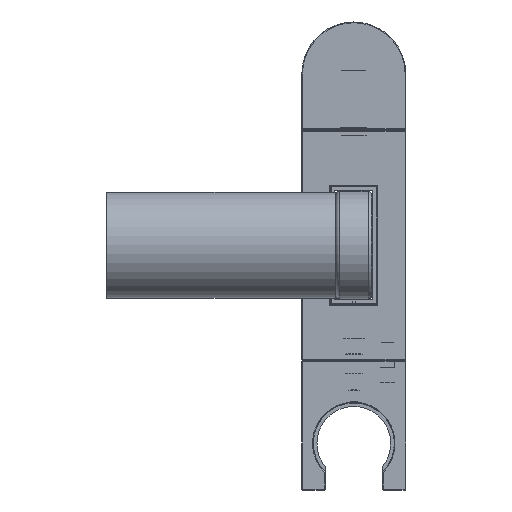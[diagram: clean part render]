
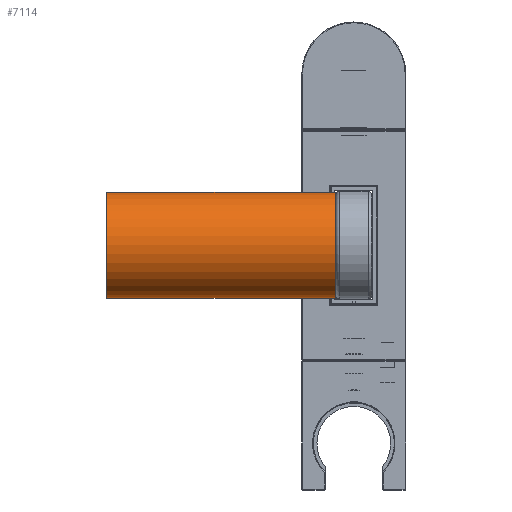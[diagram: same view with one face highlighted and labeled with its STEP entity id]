
A CAD part, front view. The second image highlights one B-rep face of the part: STEP entity #7114.
In plain terms, the highlighted cylindrical face has radius 14.75 mm (diameter 29.5 mm), a full revolution.
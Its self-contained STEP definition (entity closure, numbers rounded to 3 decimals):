
#244 = CARTESIAN_POINT ( 'NONE',  ( -61.533, -320.259, -0.544 ) ) ;
#412 = AXIS2_PLACEMENT_3D ( 'NONE', #926, #4810, #3549 ) ;
#451 = EDGE_LOOP ( 'NONE', ( #8516 ) ) ;
#492 = VERTEX_POINT ( 'NONE', #2531 ) ;
#700 = EDGE_CURVE ( 'NONE', #1507, #1507, #7106, .T. ) ;
#770 = CARTESIAN_POINT ( 'NONE',  ( -58.22, -320.345, -1.67 ) ) ;
#815 = CARTESIAN_POINT ( 'NONE',  ( -57.613, -320.279, -0.932 ) ) ;
#898 = CARTESIAN_POINT ( 'NONE',  ( -61.492, -320.265, -0.678 ) ) ;
#926 = CARTESIAN_POINT ( 'NONE',  ( -0.2, -335., 0. ) ) ;
#947 = CARTESIAN_POINT ( 'NONE',  ( -61.17, -320.305, -1.281 ) ) ;
#1028 = CARTESIAN_POINT ( 'NONE',  ( -61.6, -320.25, 0.278 ) ) ;
#1073 = CARTESIAN_POINT ( 'NONE',  ( -57.455, -320.258, 0.55 ) ) ;
#1112 = CARTESIAN_POINT ( 'NONE',  ( -58.954, -320.391, 2.032 ) ) ;
#1201 = CIRCLE ( 'NONE', #1477, 14.75 ) ;
#1286 = ORIENTED_EDGE ( 'NONE', *, *, #700, .T. ) ;
#1414 = CARTESIAN_POINT ( 'NONE',  ( -58.824, -320.385, -1.993 ) ) ;
#1477 = AXIS2_PLACEMENT_3D ( 'NONE', #8222, #2228, #1651 ) ;
#1507 = VERTEX_POINT ( 'NONE', #7102 ) ;
#1525 = CARTESIAN_POINT ( 'NONE',  ( -64., -335., 0. ) ) ;
#1582 = CARTESIAN_POINT ( 'NONE',  ( -61.322, -320.287, -1.052 ) ) ;
#1651 = DIRECTION ( 'NONE',  ( 0., 0., 1. ) ) ;
#1719 = CARTESIAN_POINT ( 'NONE',  ( -60.43, -320.371, 1.888 ) ) ;
#1802 = CARTESIAN_POINT ( 'NONE',  ( -58.218, -320.345, 1.669 ) ) ;
#2021 = CARTESIAN_POINT ( 'NONE',  ( -61.6, -320.25, 0. ) ) ;
#2120 = CARTESIAN_POINT ( 'NONE',  ( -61.081, -320.315, -1.388 ) ) ;
#2164 = CARTESIAN_POINT ( 'NONE',  ( -57.4, -320.25, -0.138 ) ) ;
#2228 = DIRECTION ( 'NONE',  ( 1., 0., 0. ) ) ;
#2352 = CARTESIAN_POINT ( 'NONE',  ( -60.176, -320.385, 1.993 ) ) ;
#2395 = CARTESIAN_POINT ( 'NONE',  ( -61.177, -320.305, 1.293 ) ) ;
#2470 = CARTESIAN_POINT ( 'NONE',  ( -58.567, -320.371, 1.886 ) ) ;
#2531 = CARTESIAN_POINT ( 'NONE',  ( -63.8, -335., 14.75 ) ) ;
#2773 = CARTESIAN_POINT ( 'NONE',  ( -61.387, -320.279, -0.932 ) ) ;
#2799 = B_SPLINE_CURVE_WITH_KNOTS ( 'NONE', 3,
 ( #6877, #4224, #4133, #244, #898, #2773, #1582, #947, #2120, #4266, #6926, #5393, #4743, #3568, #7409, #8158, #1414, #4787, #6746, #770, #5433, #3446, #5476, #7448, #815, #3484, #4180, #6136, #2164, #4833, #1073, #3827, #4359, #8292, #3078, #7103, #1802, #6444, #2470, #5653, #1112, #6314, #3660, #7015, #5049, #5131, #2352, #1719, #3704, #7632, #3122, #2395, #6966, #7723, #1028, #7061 ),
 .UNSPECIFIED., .T., .F.,
 ( 4, 2, 2, 2, 2, 2, 2, 2, 2, 2, 2, 2, 2, 2, 2, 2, 2, 2, 2, 2, 2, 2, 2, 2, 2, 2, 2, 4 ),
 ( 0., 0., 0.001, 0.001, 0.002, 0.002, 0.003, 0.004, 0.004, 0.005, 0.005, 0.005, 0.006, 0.006, 0.007, 0.007, 0.008, 0.008, 0.009, 0.009, 0.009, 0.01, 0.01, 0.011, 0.011, 0.012, 0.012, 0.013 ),
 .UNSPECIFIED. ) ;
#2810 = EDGE_LOOP ( 'NONE', ( #1286 ) ) ;
#3078 = CARTESIAN_POINT ( 'NONE',  ( -57.917, -320.315, 1.387 ) ) ;
#3122 = CARTESIAN_POINT ( 'NONE',  ( -60.887, -320.335, 1.583 ) ) ;
#3426 = DIRECTION ( 'NONE',  ( 1., 0., 0. ) ) ;
#3446 = CARTESIAN_POINT ( 'NONE',  ( -57.918, -320.315, -1.388 ) ) ;
#3484 = CARTESIAN_POINT ( 'NONE',  ( -57.508, -320.265, -0.678 ) ) ;
#3549 = DIRECTION ( 'NONE',  ( 0., 0., 1. ) ) ;
#3568 = CARTESIAN_POINT ( 'NONE',  ( -59.364, -320.4, -2.1 ) ) ;
#3660 = CARTESIAN_POINT ( 'NONE',  ( -59.359, -320.4, 2.1 ) ) ;
#3704 = CARTESIAN_POINT ( 'NONE',  ( -60.551, -320.363, 1.823 ) ) ;
#3827 = CARTESIAN_POINT ( 'NONE',  ( -57.612, -320.279, 0.929 ) ) ;
#3996 = EDGE_CURVE ( 'NONE', #7568, #7568, #2799, .T. ) ;
#4117 = FACE_BOUND ( 'NONE', #5864, .T. ) ;
#4133 = CARTESIAN_POINT ( 'NONE',  ( -61.586, -320.252, -0.275 ) ) ;
#4180 = CARTESIAN_POINT ( 'NONE',  ( -57.468, -320.26, -0.547 ) ) ;
#4224 = CARTESIAN_POINT ( 'NONE',  ( -61.6, -320.25, -0.139 ) ) ;
#4266 = CARTESIAN_POINT ( 'NONE',  ( -60.791, -320.345, -1.679 ) ) ;
#4359 = CARTESIAN_POINT ( 'NONE',  ( -57.677, -320.287, 1.052 ) ) ;
#4743 = CARTESIAN_POINT ( 'NONE',  ( -59.775, -320.4, -2.1 ) ) ;
#4775 = CYLINDRICAL_SURFACE ( 'NONE', #5092, 14.75 ) ;
#4787 = CARTESIAN_POINT ( 'NONE',  ( -58.57, -320.371, -1.888 ) ) ;
#4810 = DIRECTION ( 'NONE',  ( -1., 0., 0. ) ) ;
#4833 = CARTESIAN_POINT ( 'NONE',  ( -57.4, -320.25, 0.273 ) ) ;
#4858 = FACE_OUTER_BOUND ( 'NONE', #451, .T. ) ;
#5049 = CARTESIAN_POINT ( 'NONE',  ( -59.774, -320.398, 2.087 ) ) ;
#5092 = AXIS2_PLACEMENT_3D ( 'NONE', #1525, #3426, #6817 ) ;
#5131 = CARTESIAN_POINT ( 'NONE',  ( -60.042, -320.391, 2.033 ) ) ;
#5330 = FACE_OUTER_BOUND ( 'NONE', #2810, .T. ) ;
#5393 = CARTESIAN_POINT ( 'NONE',  ( -60.052, -320.392, -2.045 ) ) ;
#5433 = CARTESIAN_POINT ( 'NONE',  ( -58.114, -320.335, -1.583 ) ) ;
#5476 = CARTESIAN_POINT ( 'NONE',  ( -57.831, -320.305, -1.282 ) ) ;
#5653 = CARTESIAN_POINT ( 'NONE',  ( -58.821, -320.385, 1.992 ) ) ;
#5864 = EDGE_LOOP ( 'NONE', ( #7820 ) ) ;
#6136 = CARTESIAN_POINT ( 'NONE',  ( -57.414, -320.252, -0.277 ) ) ;
#6314 = CARTESIAN_POINT ( 'NONE',  ( -59.223, -320.398, 2.086 ) ) ;
#6444 = CARTESIAN_POINT ( 'NONE',  ( -58.446, -320.363, 1.822 ) ) ;
#6746 = CARTESIAN_POINT ( 'NONE',  ( -58.447, -320.363, -1.822 ) ) ;
#6817 = DIRECTION ( 'NONE',  ( 0., 0., -1. ) ) ;
#6877 = CARTESIAN_POINT ( 'NONE',  ( -61.6, -320.25, 0. ) ) ;
#6926 = CARTESIAN_POINT ( 'NONE',  ( -60.557, -320.364, -1.835 ) ) ;
#6966 = CARTESIAN_POINT ( 'NONE',  ( -61.334, -320.286, 1.059 ) ) ;
#7015 = CARTESIAN_POINT ( 'NONE',  ( -59.637, -320.4, 2.1 ) ) ;
#7061 = CARTESIAN_POINT ( 'NONE',  ( -61.6, -320.25, 0. ) ) ;
#7102 = CARTESIAN_POINT ( 'NONE',  ( -0.2, -335., 14.75 ) ) ;
#7103 = CARTESIAN_POINT ( 'NONE',  ( -58.11, -320.335, 1.58 ) ) ;
#7106 = CIRCLE ( 'NONE', #412, 14.75 ) ;
#7114 = ADVANCED_FACE ( 'NONE', ( #4858, #5330, #4117 ), #4775, .T. ) ;
#7409 = CARTESIAN_POINT ( 'NONE',  ( -59.225, -320.398, -2.086 ) ) ;
#7448 = CARTESIAN_POINT ( 'NONE',  ( -57.679, -320.287, -1.055 ) ) ;
#7568 = VERTEX_POINT ( 'NONE', #2021 ) ;
#7632 = CARTESIAN_POINT ( 'NONE',  ( -60.779, -320.345, 1.671 ) ) ;
#7723 = CARTESIAN_POINT ( 'NONE',  ( -61.544, -320.258, 0.554 ) ) ;
#7820 = ORIENTED_EDGE ( 'NONE', *, *, #3996, .T. ) ;
#8158 = CARTESIAN_POINT ( 'NONE',  ( -58.955, -320.391, -2.033 ) ) ;
#8222 = CARTESIAN_POINT ( 'NONE',  ( -63.8, -335., 0. ) ) ;
#8292 = CARTESIAN_POINT ( 'NONE',  ( -57.83, -320.305, 1.281 ) ) ;
#8296 = EDGE_CURVE ( 'NONE', #492, #492, #1201, .T. ) ;
#8516 = ORIENTED_EDGE ( 'NONE', *, *, #8296, .T. ) ;
